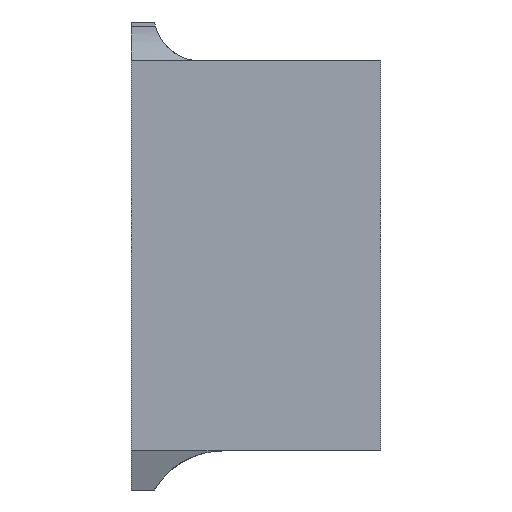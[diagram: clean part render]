
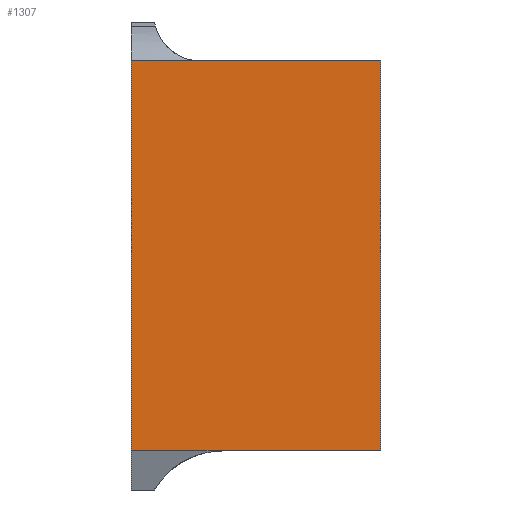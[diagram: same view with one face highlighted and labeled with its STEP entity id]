
A CAD part, left-side view. The second image highlights one B-rep face of the part: STEP entity #1307.
In plain terms, the highlighted planar face has unit normal (-1, 0, 0).
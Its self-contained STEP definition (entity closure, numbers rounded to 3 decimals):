
#11 = LINE ( 'NONE', #1006, #527 ) ;
#16 = CARTESIAN_POINT ( 'NONE',  ( -12.901, -3., -22.5 ) ) ;
#63 = CARTESIAN_POINT ( 'NONE',  ( -12.901, 17.34, -22.5 ) ) ;
#97 = EDGE_CURVE ( 'NONE', #166, #683, #1306, .T. ) ;
#111 = VECTOR ( 'NONE', #790, 1000. ) ;
#141 = LINE ( 'NONE', #560, #410 ) ;
#166 = VERTEX_POINT ( 'NONE', #167 ) ;
#167 = CARTESIAN_POINT ( 'NONE',  ( -12.901, 29., -22.5 ) ) ;
#286 = VERTEX_POINT ( 'NONE', #373 ) ;
#310 = VERTEX_POINT ( 'NONE', #63 ) ;
#373 = CARTESIAN_POINT ( 'NONE',  ( -12.901, -3., -22.5 ) ) ;
#391 = CARTESIAN_POINT ( 'NONE',  ( -12.901, -3., 0. ) ) ;
#410 = VECTOR ( 'NONE', #1162, 1000. ) ;
#459 = CARTESIAN_POINT ( 'NONE',  ( -12.901, -3., 27.5 ) ) ;
#464 = LINE ( 'NONE', #459, #1020 ) ;
#485 = EDGE_CURVE ( 'NONE', #286, #310, #523, .T. ) ;
#489 = ORIENTED_EDGE ( 'NONE', *, *, #691, .F. ) ;
#498 = VERTEX_POINT ( 'NONE', #1241 ) ;
#523 = LINE ( 'NONE', #16, #111 ) ;
#527 = VECTOR ( 'NONE', #601, 1000. ) ;
#550 = CARTESIAN_POINT ( 'NONE',  ( -12.901, 29., 27.5 ) ) ;
#560 = CARTESIAN_POINT ( 'NONE',  ( -12.901, 26., -22.5 ) ) ;
#566 = FACE_OUTER_BOUND ( 'NONE', #1283, .T. ) ;
#589 = VECTOR ( 'NONE', #928, 1000. ) ;
#601 = DIRECTION ( 'NONE',  ( 0., 0., 1. ) ) ;
#610 = CARTESIAN_POINT ( 'NONE',  ( -12.901, -3., 27.5 ) ) ;
#683 = VERTEX_POINT ( 'NONE', #550 ) ;
#691 = EDGE_CURVE ( 'NONE', #310, #166, #141, .T. ) ;
#703 = ORIENTED_EDGE ( 'NONE', *, *, #1041, .T. ) ;
#709 = CARTESIAN_POINT ( 'NONE',  ( -12.901, 29., 0. ) ) ;
#773 = ORIENTED_EDGE ( 'NONE', *, *, #802, .T. ) ;
#790 = DIRECTION ( 'NONE',  ( 0., 1., 0. ) ) ;
#793 = DIRECTION ( 'NONE',  ( -1., 0., 0. ) ) ;
#802 = EDGE_CURVE ( 'NONE', #1204, #683, #827, .T. ) ;
#827 = LINE ( 'NONE', #610, #589 ) ;
#872 = DIRECTION ( 'NONE',  ( 0., 1., 0. ) ) ;
#928 = DIRECTION ( 'NONE',  ( 0., 1., 0. ) ) ;
#937 = CARTESIAN_POINT ( 'NONE',  ( -12.901, 20.084, 27.5 ) ) ;
#972 = DIRECTION ( 'NONE',  ( 0., 0., 1. ) ) ;
#1006 = CARTESIAN_POINT ( 'NONE',  ( -12.901, -3., 0. ) ) ;
#1007 = ORIENTED_EDGE ( 'NONE', *, *, #485, .F. ) ;
#1018 = DIRECTION ( 'NONE',  ( 0., 0., 1. ) ) ;
#1020 = VECTOR ( 'NONE', #872, 1000. ) ;
#1041 = EDGE_CURVE ( 'NONE', #286, #498, #11, .T. ) ;
#1099 = ORIENTED_EDGE ( 'NONE', *, *, #1265, .T. ) ;
#1162 = DIRECTION ( 'NONE',  ( 0., 1., 0. ) ) ;
#1180 = AXIS2_PLACEMENT_3D ( 'NONE', #391, #793, #972 ) ;
#1204 = VERTEX_POINT ( 'NONE', #937 ) ;
#1205 = PLANE ( 'NONE',  #1180 ) ;
#1241 = CARTESIAN_POINT ( 'NONE',  ( -12.901, -3., 27.5 ) ) ;
#1265 = EDGE_CURVE ( 'NONE', #498, #1204, #464, .T. ) ;
#1283 = EDGE_LOOP ( 'NONE', ( #1099, #773, #1303, #489, #1007, #703 ) ) ;
#1303 = ORIENTED_EDGE ( 'NONE', *, *, #97, .F. ) ;
#1306 = LINE ( 'NONE', #709, #1315 ) ;
#1307 = ADVANCED_FACE ( 'NONE', ( #566 ), #1205, .T. ) ;
#1315 = VECTOR ( 'NONE', #1018, 1000. ) ;
